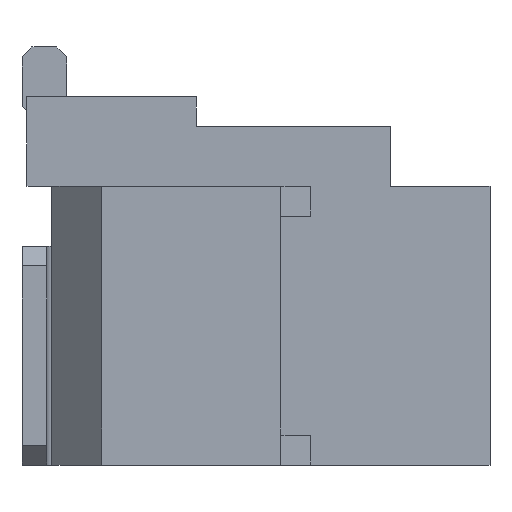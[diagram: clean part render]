
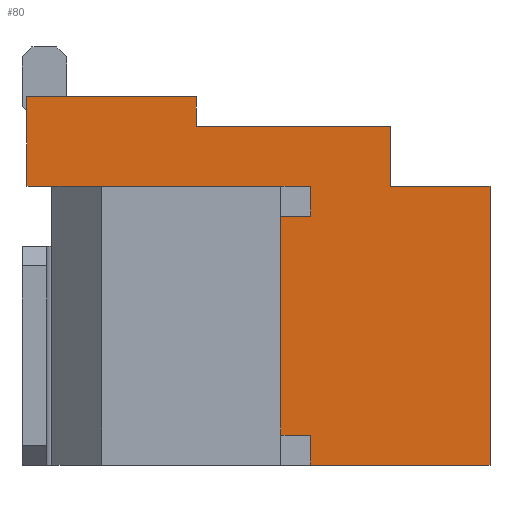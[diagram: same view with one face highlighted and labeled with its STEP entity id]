
A CAD part, left-side view. The second image highlights one B-rep face of the part: STEP entity #80.
In plain terms, the highlighted planar face has unit normal (-1, 0, 0).
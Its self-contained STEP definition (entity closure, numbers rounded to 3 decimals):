
#80=ADVANCED_FACE('',(#327),#208,.F.);
#208=PLANE('',#2622);
#327=FACE_OUTER_BOUND('',#457,.T.);
#457=EDGE_LOOP('',(#785,#786,#787,#788,#789,#790,#791,#792,#793,#794,#795,
#796,#797,#798,#799));
#785=ORIENTED_EDGE('',*,*,#1540,.T.);
#786=ORIENTED_EDGE('',*,*,#1718,.T.);
#787=ORIENTED_EDGE('',*,*,#1719,.F.);
#788=ORIENTED_EDGE('',*,*,#1720,.F.);
#789=ORIENTED_EDGE('',*,*,#1534,.T.);
#790=ORIENTED_EDGE('',*,*,#1618,.F.);
#791=ORIENTED_EDGE('',*,*,#1588,.F.);
#792=ORIENTED_EDGE('',*,*,#1692,.T.);
#793=ORIENTED_EDGE('',*,*,#1721,.F.);
#794=ORIENTED_EDGE('',*,*,#1722,.T.);
#795=ORIENTED_EDGE('',*,*,#1669,.F.);
#796=ORIENTED_EDGE('',*,*,#1703,.F.);
#797=ORIENTED_EDGE('',*,*,#1723,.F.);
#798=ORIENTED_EDGE('',*,*,#1724,.T.);
#799=ORIENTED_EDGE('',*,*,#1725,.T.);
#1294=VERTEX_POINT('',#3379);
#1295=VERTEX_POINT('',#3380);
#1300=VERTEX_POINT('',#3391);
#1301=VERTEX_POINT('',#3393);
#1344=VERTEX_POINT('',#3491);
#1345=VERTEX_POINT('',#3493);
#1394=VERTEX_POINT('',#3605);
#1414=VERTEX_POINT('',#3647);
#1415=VERTEX_POINT('',#3649);
#1435=VERTEX_POINT('',#3692);
#1441=VERTEX_POINT('',#3711);
#1450=VERTEX_POINT('',#3738);
#1451=VERTEX_POINT('',#3740);
#1452=VERTEX_POINT('',#3743);
#1453=VERTEX_POINT('',#3746);
#1534=EDGE_CURVE('',#1294,#1295,#1898,.T.);
#1540=EDGE_CURVE('',#1301,#1300,#1904,.T.);
#1588=EDGE_CURVE('',#1344,#1345,#1952,.T.);
#1618=EDGE_CURVE('',#1345,#1295,#1979,.T.);
#1669=EDGE_CURVE('',#1414,#1415,#2029,.T.);
#1692=EDGE_CURVE('',#1344,#1435,#2048,.T.);
#1703=EDGE_CURVE('',#1441,#1414,#2059,.T.);
#1718=EDGE_CURVE('',#1300,#1450,#2074,.T.);
#1719=EDGE_CURVE('',#1451,#1450,#2075,.T.);
#1720=EDGE_CURVE('',#1294,#1451,#2076,.T.);
#1721=EDGE_CURVE('',#1452,#1435,#2077,.T.);
#1722=EDGE_CURVE('',#1452,#1415,#2078,.T.);
#1723=EDGE_CURVE('',#1453,#1441,#2079,.T.);
#1724=EDGE_CURVE('',#1453,#1394,#2080,.T.);
#1725=EDGE_CURVE('',#1394,#1301,#2081,.T.);
#1898=LINE('',#3378,#2246);
#1904=LINE('',#3392,#2252);
#1952=LINE('',#3492,#2300);
#1979=LINE('',#3549,#2327);
#2029=LINE('',#3648,#2377);
#2048=LINE('',#3693,#2396);
#2059=LINE('',#3712,#2407);
#2074=LINE('',#3737,#2422);
#2075=LINE('',#3739,#2423);
#2076=LINE('',#3741,#2424);
#2077=LINE('',#3742,#2425);
#2078=LINE('',#3744,#2426);
#2079=LINE('',#3745,#2427);
#2080=LINE('',#3747,#2428);
#2081=LINE('',#3748,#2429);
#2246=VECTOR('',#2741,1.);
#2252=VECTOR('',#2749,1.);
#2300=VECTOR('',#2813,1.);
#2327=VECTOR('',#2848,1.);
#2377=VECTOR('',#2908,1.);
#2396=VECTOR('',#2937,1.);
#2407=VECTOR('',#2952,1.);
#2422=VECTOR('',#2971,1.);
#2423=VECTOR('',#2972,1.);
#2424=VECTOR('',#2973,1.);
#2425=VECTOR('',#2974,1.);
#2426=VECTOR('',#2975,1.);
#2427=VECTOR('',#2976,1.);
#2428=VECTOR('',#2977,1.);
#2429=VECTOR('',#2978,1.);
#2622=AXIS2_PLACEMENT_3D('',#3749,#2979,#2980);
#2741=DIRECTION('',(0.,0.,-1.));
#2749=DIRECTION('',(0.,0.,-1.));
#2813=DIRECTION('',(0.,0.,-1.));
#2848=DIRECTION('',(0.,1.,0.));
#2908=DIRECTION('',(0.,0.,-1.));
#2937=DIRECTION('',(0.,1.,0.));
#2952=DIRECTION('',(0.,-1.,0.));
#2971=DIRECTION('',(0.,1.,0.));
#2972=DIRECTION('',(0.,0.,1.));
#2973=DIRECTION('',(0.,1.,0.));
#2974=DIRECTION('',(0.,0.,-1.));
#2975=DIRECTION('',(0.,1.,0.));
#2976=DIRECTION('',(0.,0.,1.));
#2977=DIRECTION('',(0.,-1.,0.));
#2978=DIRECTION('',(0.,-1.,0.));
#2979=DIRECTION('',(1.,0.,0.));
#2980=DIRECTION('',(0.,0.,-1.));
#3378=CARTESIAN_POINT('',(-2.125,2.8,2.8));
#3379=CARTESIAN_POINT('',(-2.125,2.8,0.3));
#3380=CARTESIAN_POINT('',(-2.125,2.8,0.));
#3391=CARTESIAN_POINT('',(-2.125,2.8,2.5));
#3392=CARTESIAN_POINT('',(-2.125,2.8,2.8));
#3393=CARTESIAN_POINT('',(-2.125,2.8,2.8));
#3491=CARTESIAN_POINT('',(-2.125,1.,2.8));
#3492=CARTESIAN_POINT('',(-2.125,1.,0.4));
#3493=CARTESIAN_POINT('',(-2.125,1.,0.));
#3549=CARTESIAN_POINT('',(-2.125,1.,0.));
#3605=CARTESIAN_POINT('',(-2.125,5.4,2.8));
#3647=CARTESIAN_POINT('',(-2.125,3.95,3.7));
#3648=CARTESIAN_POINT('',(-2.125,3.95,3.7));
#3649=CARTESIAN_POINT('',(-2.125,3.95,3.4));
#3692=CARTESIAN_POINT('',(-2.125,2.,2.8));
#3693=CARTESIAN_POINT('',(-2.125,-25.255,2.8));
#3711=CARTESIAN_POINT('',(-2.125,5.65,3.7));
#3712=CARTESIAN_POINT('',(-2.125,5.4,3.7));
#3737=CARTESIAN_POINT('',(-2.125,2.75,2.5));
#3738=CARTESIAN_POINT('',(-2.125,3.6,2.5));
#3739=CARTESIAN_POINT('',(-2.125,3.6,0.3));
#3740=CARTESIAN_POINT('',(-2.125,3.6,0.3));
#3741=CARTESIAN_POINT('',(-2.125,2.75,0.3));
#3742=CARTESIAN_POINT('',(-2.125,2.,3.4));
#3743=CARTESIAN_POINT('',(-2.125,2.,3.4));
#3744=CARTESIAN_POINT('',(-2.125,2.,3.4));
#3745=CARTESIAN_POINT('',(-2.125,5.65,2.8));
#3746=CARTESIAN_POINT('',(-2.125,5.65,2.8));
#3747=CARTESIAN_POINT('',(-2.125,5.65,2.8));
#3748=CARTESIAN_POINT('',(-2.125,5.4,2.8));
#3749=CARTESIAN_POINT('',(-2.125,0.,0.));
